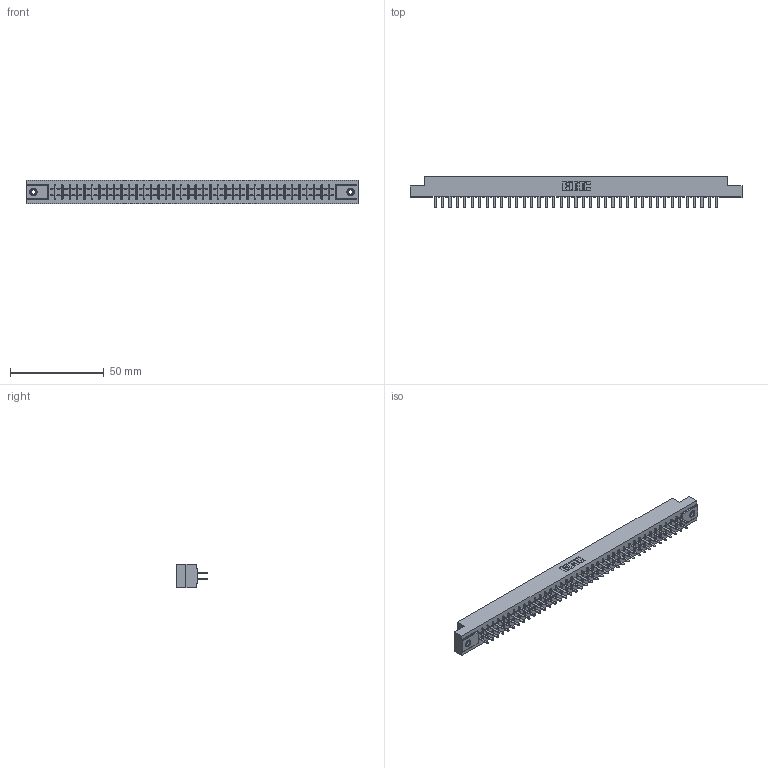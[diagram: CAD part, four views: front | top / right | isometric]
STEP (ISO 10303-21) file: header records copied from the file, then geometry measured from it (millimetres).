
FILE_DESCRIPTION (( 'STEP AP203' ), '1' );
FILE_NAME ('355-078-520-208.STEP', '2019-09-13T13:47:30', ( '' ), ( '' ), 'SwSTEP 2.0', 'SolidWorks 2016', '' );
FILE_SCHEMA (( 'CONFIG_CONTROL_DESIGN' ));
Length unit declared in the file: inch
Products named in the file (4): 355-078-520-208; 345-250-001_345-250-003-102; 305 Part_.156 Dia; 305-290-001_520
Assembly tree (81 placements, depth 2):
  355-078-520-208
    305 Part_.156 Dia
    305-290-001_520  x78
    345-250-001_345-250-003-102  x2
Bounding box: 177.55 x 17.09 x 12.7 mm (x, y, z)
Volume: 18485.1 mm3; surface area: 23541.8 mm2
Topology: 81 solids, 81 shells, 3764 faces, 10709 edges, 6922 vertices
Faces by surface type: plane 2206, cylinder 1386, sphere 156, cone 12, torus 4
Entity records: 43657 total; most frequent: CARTESIAN_POINT 7206, ORIENTED_EDGE 7146, DIRECTION 6983, EDGE_CURVE 3573, LINE 2885, VECTOR 2885, VERTEX_POINT 2272, AXIS2_PLACEMENT_3D 2049
